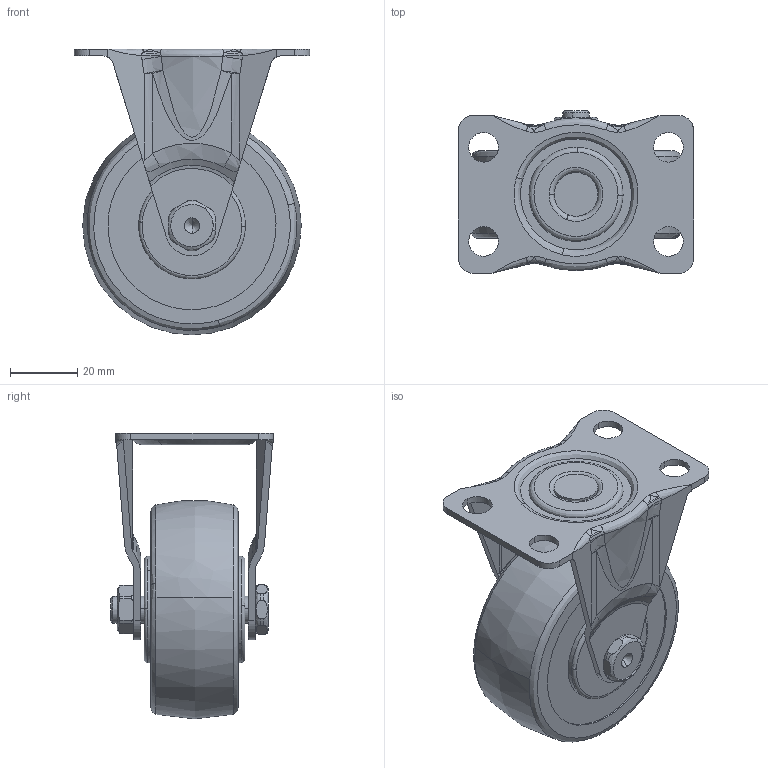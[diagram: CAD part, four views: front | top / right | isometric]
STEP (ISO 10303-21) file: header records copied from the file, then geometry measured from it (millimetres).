
FILE_DESCRIPTION((''),'2;1');
FILE_NAME('','2005-12-16T10:56:09',(''),(''),'','CADfix','');
FILE_SCHEMA(('AUTOMOTIVE_DESIGN'));
Length unit declared in the file: millimetre
Products named in the file (4): wheel; body; axle; 320SR_R65_8518_36
Assembly tree (3 placements, depth 2):
  320SR_R65_8518_36
    wheel
    body
    axle
Bounding box: 70 x 48.49 x 85 mm (x, y, z)
Volume: 100424.7 mm3; surface area: 28270.9 mm2
Topology: 3 solids, 3 shells, 232 faces, 698 edges, 475 vertices
Faces by surface type: bspline 232
Entity records: 11398 total; most frequent: CARTESIAN_POINT 7625, ORIENTED_EDGE 1376, EDGE_CURVE 688, VERTEX_POINT 475, EDGE_LOOP 259, FACE_OUTER_BOUND 232, ADVANCED_FACE 232, QUASI_UNIFORM_CURVE 184
